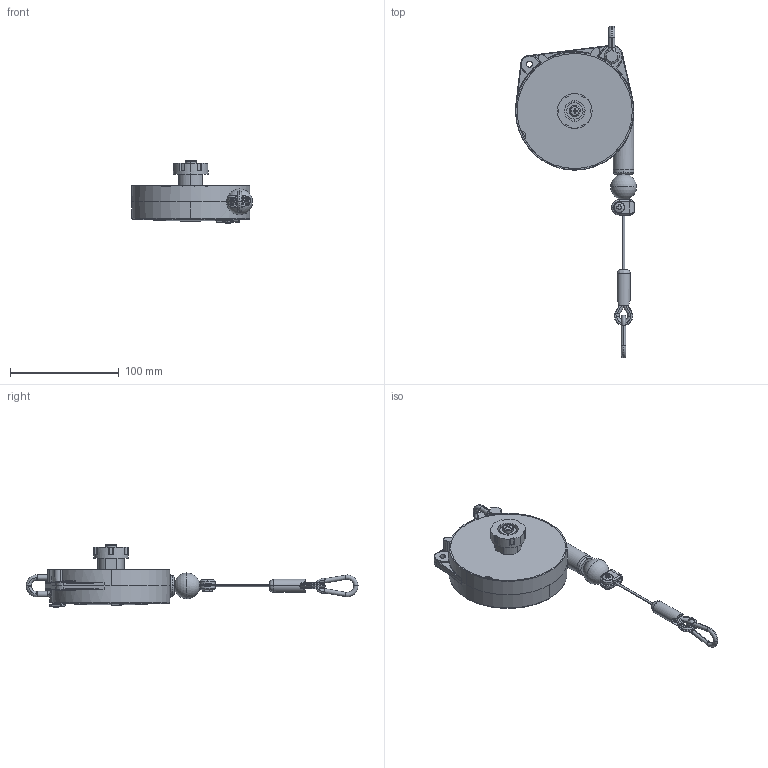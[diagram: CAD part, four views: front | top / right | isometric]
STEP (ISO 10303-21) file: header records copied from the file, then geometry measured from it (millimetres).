
FILE_DESCRIPTION (( 'STEP AP214' ), '1' );
FILE_NAME ('0014031.step', '2023-02-15T14:05:00', ( '' ), ( '' ), 'SwSTEP 2.0', 'SolidWorks 2020', '' );
FILE_SCHEMA (( 'AUTOMOTIVE_DESIGN' ));
Length unit declared in the file: millimetre
Products named in the file (1): 0014031
Bounding box: 111.4 x 305.67 x 58.84 mm (x, y, z)
Surface area: 57874.2 mm2 (no closed solid volume)
Topology: 0 solids, 23 shells, 435 faces, 1169 edges, 714 vertices
Faces by surface type: plane 133, cylinder 132, torus 93, bspline 45, cone 25, sphere 7
Entity records: 26021 total; most frequent: CARTESIAN_POINT 11003, DIRECTION 2116, ORIENTED_EDGE 2073, EDGE_CURVE 1142, AXIS2_PLACEMENT_3D 855, VERTEX_POINT 714, EDGE_LOOP 466, CIRCLE 464
